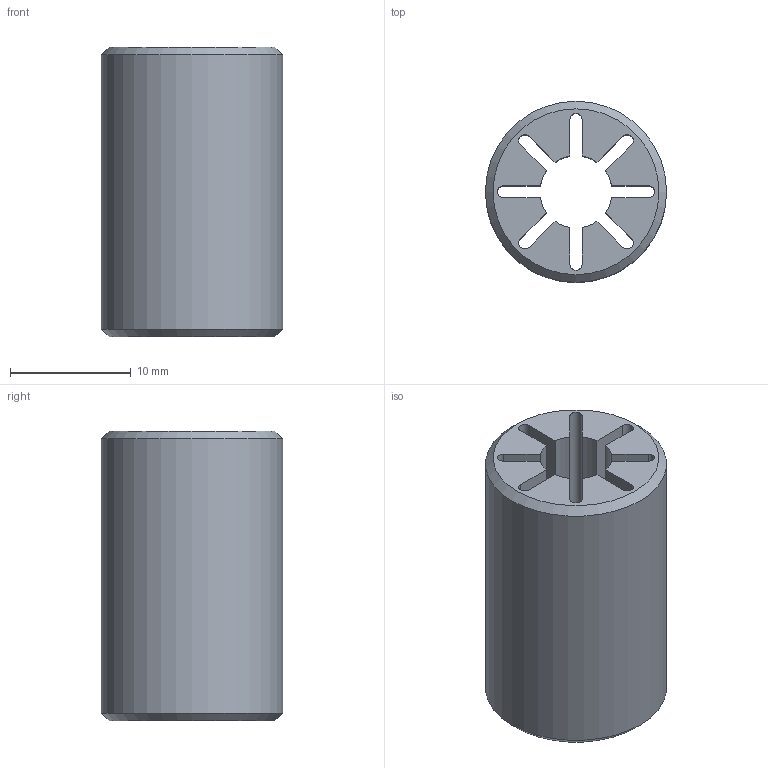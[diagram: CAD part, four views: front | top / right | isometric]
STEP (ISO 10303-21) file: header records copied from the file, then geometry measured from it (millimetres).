
FILE_DESCRIPTION(/* description */ (''),/* implementation_level */ '2;1');
FILE_NAME(/* name */ 'Dry Bearing.step',/* time_stamp */ '2023-02-06T17:33:49-05:00',/* author */ ('mbear'),/* organization */ (''),/* preprocessor_version */ 'ST-DEVELOPER v19',/* originating_system */ 'Autodesk Inventor 2023',/* authorisation */ '');
FILE_SCHEMA (('AUTOMOTIVE_DESIGN { 1 0 10303 214 3 1 1 }'));
Length unit declared in the file: inch
Products named in the file (1): Dry Bearing
Bounding box: 15 x 15 x 24 mm (x, y, z)
Volume: 2890 mm3; surface area: 3066.4 mm2
Topology: 1 solids, 1 shells, 37 faces, 105 edges, 70 vertices
Faces by surface type: plane 18, cylinder 17, cone 2
Full cylindrical faces by diameter (mm): 15 x1
Entity records: 1266 total; most frequent: DIRECTION 219, CARTESIAN_POINT 213, ORIENTED_EDGE 210, EDGE_CURVE 105, AXIS2_PLACEMENT_3D 76, VERTEX_POINT 70, LINE 67, VECTOR 67
